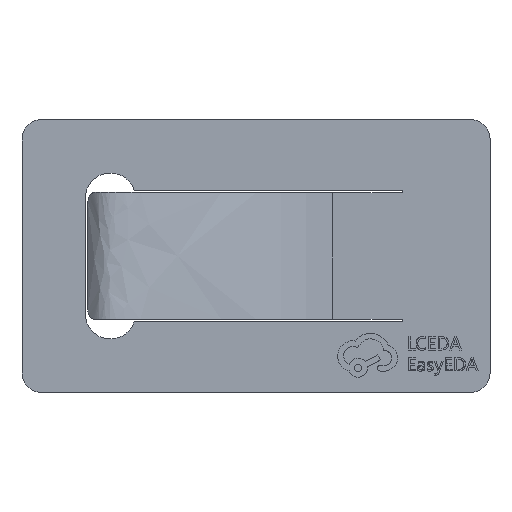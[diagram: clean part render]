
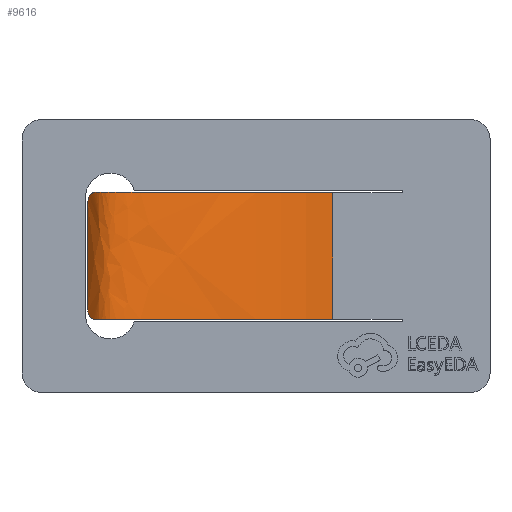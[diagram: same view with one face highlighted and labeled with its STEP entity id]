
A CAD part, top view. The second image highlights one B-rep face of the part: STEP entity #9616.
In plain terms, the highlighted free-form (B-spline) face has degree [3, 1] with [5, 2] control points.
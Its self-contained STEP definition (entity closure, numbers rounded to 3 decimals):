
#6 = CARTESIAN_POINT ( 'NONE',  ( 0.786, 0.65, 0. ) ) ;
#225 = CARTESIAN_POINT ( 'NONE',  ( -1.725, 0.55, 0.764 ) ) ;
#317 = EDGE_CURVE ( 'NONE', #1409, #4185, #5630, .T. ) ;
#386 = CARTESIAN_POINT ( 'NONE',  ( -1.235, -0.65, 1.138 ) ) ;
#520 = CARTESIAN_POINT ( 'NONE',  ( -1.7, -0.629, 0.792 ) ) ;
#522 = CARTESIAN_POINT ( 'NONE',  ( 0.786, -0.65, 0. ) ) ;
#587 = CARTESIAN_POINT ( 'NONE',  ( -1.654, -0.65, 0.835 ) ) ;
#694 = CARTESIAN_POINT ( 'NONE',  ( -1.235, 0.65, 1.138 ) ) ;
#977 = CARTESIAN_POINT ( 'NONE',  ( -1.686, 0.641, 0.806 ) ) ;
#1228 = CARTESIAN_POINT ( 'NONE',  ( -1.723, 0.573, 0.766 ) ) ;
#1398 = EDGE_CURVE ( 'NONE', #1409, #9395, #8603, .T. ) ;
#1409 = VERTEX_POINT ( 'NONE', #5503 ) ;
#1411 = CARTESIAN_POINT ( 'NONE',  ( -1.654, 0.65, 0.835 ) ) ;
#1445 = CARTESIAN_POINT ( 'NONE',  ( -1.71, -0.612, 0.78 ) ) ;
#1450 = B_SPLINE_CURVE_WITH_KNOTS ( 'NONE', 3,
 ( #9777, #5839, #2138, #5902, #977, #4971, #6801, #9650, #3843, #7674, #10654, #8696, #1228, #9710, #3094, #225 ),
 .UNSPECIFIED., .F., .F.,
 ( 4, 3, 3, 3, 3, 4 ),
 ( 0., 0., 0., 0., 0., 0. ),
 .UNSPECIFIED. ) ;
#1553 = CARTESIAN_POINT ( 'NONE',  ( -1.725, 0.55, 0.764 ) ) ;
#1570 = CARTESIAN_POINT ( 'NONE',  ( -1.66, -0.65, 0.83 ) ) ;
#1972 = CARTESIAN_POINT ( 'NONE',  ( 0.786, 0.65, 0. ) ) ;
#2138 = CARTESIAN_POINT ( 'NONE',  ( -1.671, 0.648, 0.82 ) ) ;
#2560 = LINE ( 'NONE', #10005, #6978 ) ;
#3094 = CARTESIAN_POINT ( 'NONE',  ( -1.725, 0.558, 0.764 ) ) ;
#3167 = ORIENTED_EDGE ( 'NONE', *, *, #317, .T. ) ;
#3412 = CARTESIAN_POINT ( 'NONE',  ( -1.693, -0.635, 0.799 ) ) ;
#3512 = CARTESIAN_POINT ( 'NONE',  ( -1.638, -0.65, 0.849 ) ) ;
#3577 = CARTESIAN_POINT ( 'NONE',  ( -1.725, 0.65, 0.764 ) ) ;
#3616 = ORIENTED_EDGE ( 'NONE', *, *, #10473, .T. ) ;
#3843 = CARTESIAN_POINT ( 'NONE',  ( -1.71, 0.614, 0.78 ) ) ;
#3914 = CARTESIAN_POINT ( 'NONE',  ( -1.725, -0.55, 0.764 ) ) ;
#3938 = B_SPLINE_CURVE_WITH_KNOTS ( 'NONE', 3,
 ( #5390, #8277, #386, #3512, #7342 ),
 .UNSPECIFIED., .F., .F.,
 ( 4, 1, 4 ),
 ( 0., 0.868, 0.909 ),
 .UNSPECIFIED. ) ;
#4185 = VERTEX_POINT ( 'NONE', #1411 ) ;
#4345 = CARTESIAN_POINT ( 'NONE',  ( -1.686, -0.641, 0.805 ) ) ;
#4466 = CARTESIAN_POINT ( 'NONE',  ( -1.666, -0.649, 0.825 ) ) ;
#4515 = FACE_OUTER_BOUND ( 'NONE', #11158, .T. ) ;
#4520 = CARTESIAN_POINT ( 'NONE',  ( -1.654, 0.65, 0.835 ) ) ;
#4574 = CARTESIAN_POINT ( 'NONE',  ( -1.713, 0.65, 0.777 ) ) ;
#4694 = CARTESIAN_POINT ( 'NONE',  ( -1.725, -0.65, 0.764 ) ) ;
#4971 = CARTESIAN_POINT ( 'NONE',  ( -1.693, 0.636, 0.799 ) ) ;
#5210 = CARTESIAN_POINT ( 'NONE',  ( 0.786, -0.65, 0. ) ) ;
#5342 = CARTESIAN_POINT ( 'NONE',  ( -1.679, -0.645, 0.813 ) ) ;
#5390 = CARTESIAN_POINT ( 'NONE',  ( 0.786, -0.65, 0. ) ) ;
#5503 = CARTESIAN_POINT ( 'NONE',  ( 0.786, 0.65, 0. ) ) ;
#5576 = CARTESIAN_POINT ( 'NONE',  ( -0.265, -0.65, 0. ) ) ;
#5630 = B_SPLINE_CURVE_WITH_KNOTS ( 'NONE', 3,
 ( #1972, #11678, #694, #10496, #4520 ),
 .UNSPECIFIED., .F., .F.,
 ( 4, 1, 4 ),
 ( 0., 0.868, 0.909 ),
 .UNSPECIFIED. ) ;
#5839 = CARTESIAN_POINT ( 'NONE',  ( -1.663, 0.65, 0.828 ) ) ;
#5870 = ORIENTED_EDGE ( 'NONE', *, *, #6430, .T. ) ;
#5902 = CARTESIAN_POINT ( 'NONE',  ( -1.679, 0.645, 0.813 ) ) ;
#6302 = VECTOR ( 'NONE', #10306, 1000. ) ;
#6348 = CARTESIAN_POINT ( 'NONE',  ( -1.718, -0.594, 0.771 ) ) ;
#6425 = ORIENTED_EDGE ( 'NONE', *, *, #8959, .F. ) ;
#6430 = EDGE_CURVE ( 'NONE', #4185, #10667, #1450, .T. ) ;
#6801 = CARTESIAN_POINT ( 'NONE',  ( -1.699, 0.629, 0.792 ) ) ;
#6978 = VECTOR ( 'NONE', #9177, 1000. ) ;
#7292 = CARTESIAN_POINT ( 'NONE',  ( -1.723, -0.573, 0.765 ) ) ;
#7342 = CARTESIAN_POINT ( 'NONE',  ( -1.654, -0.65, 0.835 ) ) ;
#7358 = CARTESIAN_POINT ( 'NONE',  ( -1.725, -0.561, 0.764 ) ) ;
#7461 = CARTESIAN_POINT ( 'NONE',  ( -1.331, -0.65, 1.251 ) ) ;
#7674 = CARTESIAN_POINT ( 'NONE',  ( -1.714, 0.604, 0.776 ) ) ;
#8277 = CARTESIAN_POINT ( 'NONE',  ( -0.265, -0.65, 0. ) ) ;
#8603 = LINE ( 'NONE', #6, #6302 ) ;
#8670 = CARTESIAN_POINT ( 'NONE',  ( -0.265, 0.65, 0. ) ) ;
#8696 = CARTESIAN_POINT ( 'NONE',  ( -1.721, 0.584, 0.768 ) ) ;
#8959 = EDGE_CURVE ( 'NONE', #9395, #9825, #3938, .T. ) ;
#9135 = CARTESIAN_POINT ( 'NONE',  ( -1.705, -0.621, 0.785 ) ) ;
#9177 = DIRECTION ( 'NONE',  ( 0., -1., 0. ) ) ;
#9205 = CARTESIAN_POINT ( 'NONE',  ( -1.671, -0.648, 0.82 ) ) ;
#9395 = VERTEX_POINT ( 'NONE', #522 ) ;
#9435 = CARTESIAN_POINT ( 'NONE',  ( -1.713, -0.65, 0.777 ) ) ;
#9616 = ADVANCED_FACE ( 'NONE', ( #4515 ), #11913, .T. ) ;
#9650 = CARTESIAN_POINT ( 'NONE',  ( -1.705, 0.622, 0.786 ) ) ;
#9710 = CARTESIAN_POINT ( 'NONE',  ( -1.724, 0.566, 0.765 ) ) ;
#9777 = CARTESIAN_POINT ( 'NONE',  ( -1.654, 0.65, 0.835 ) ) ;
#9825 = VERTEX_POINT ( 'NONE', #11516 ) ;
#10005 = CARTESIAN_POINT ( 'NONE',  ( -1.725, 0.65, 0.764 ) ) ;
#10086 = CARTESIAN_POINT ( 'NONE',  ( -1.721, -0.583, 0.768 ) ) ;
#10136 = B_SPLINE_CURVE_WITH_KNOTS ( 'NONE', 3,
 ( #11078, #7358, #7292, #10086, #6348, #12034, #1445, #9135, #520, #3412, #4345, #5342, #9205, #4466, #1570, #587 ),
 .UNSPECIFIED., .F., .F.,
 ( 4, 3, 3, 3, 3, 4 ),
 ( 0., 0., 0., 0., 0., 0. ),
 .UNSPECIFIED. ) ;
#10306 = DIRECTION ( 'NONE',  ( 0., -1., 0. ) ) ;
#10447 = CARTESIAN_POINT ( 'NONE',  ( -1.331, 0.65, 1.251 ) ) ;
#10473 = EDGE_CURVE ( 'NONE', #11298, #9825, #10136, .T. ) ;
#10496 = CARTESIAN_POINT ( 'NONE',  ( -1.638, 0.65, 0.849 ) ) ;
#10654 = CARTESIAN_POINT ( 'NONE',  ( -1.718, 0.595, 0.771 ) ) ;
#10667 = VERTEX_POINT ( 'NONE', #1553 ) ;
#10952 = CARTESIAN_POINT ( 'NONE',  ( 0.786, 0.65, 0. ) ) ;
#11078 = CARTESIAN_POINT ( 'NONE',  ( -1.725, -0.55, 0.764 ) ) ;
#11158 = EDGE_LOOP ( 'NONE', ( #3167, #5870, #11861, #3616, #6425, #11592 ) ) ;
#11298 = VERTEX_POINT ( 'NONE', #3914 ) ;
#11516 = CARTESIAN_POINT ( 'NONE',  ( -1.654, -0.65, 0.835 ) ) ;
#11592 = ORIENTED_EDGE ( 'NONE', *, *, #1398, .F. ) ;
#11614 = EDGE_CURVE ( 'NONE', #10667, #11298, #2560, .T. ) ;
#11678 = CARTESIAN_POINT ( 'NONE',  ( -0.265, 0.65, 0. ) ) ;
#11861 = ORIENTED_EDGE ( 'NONE', *, *, #11614, .T. ) ;
#11913 = B_SPLINE_SURFACE_WITH_KNOTS ( 'NONE', 3, 1, ( 
 ( #10952, #5210 ),
 ( #8670, #5576 ),
 ( #10447, #7461 ),
 ( #4574, #9435 ),
 ( #3577, #4694 ) ),
 .UNSPECIFIED., .F., .F., .F.,
 ( 4, 1, 4 ),
 ( 2, 2 ),
 ( 0., 0.868, 1. ),
 ( 0., 1. ),
 .UNSPECIFIED. ) ;
#12034 = CARTESIAN_POINT ( 'NONE',  ( -1.715, -0.604, 0.775 ) ) ;
